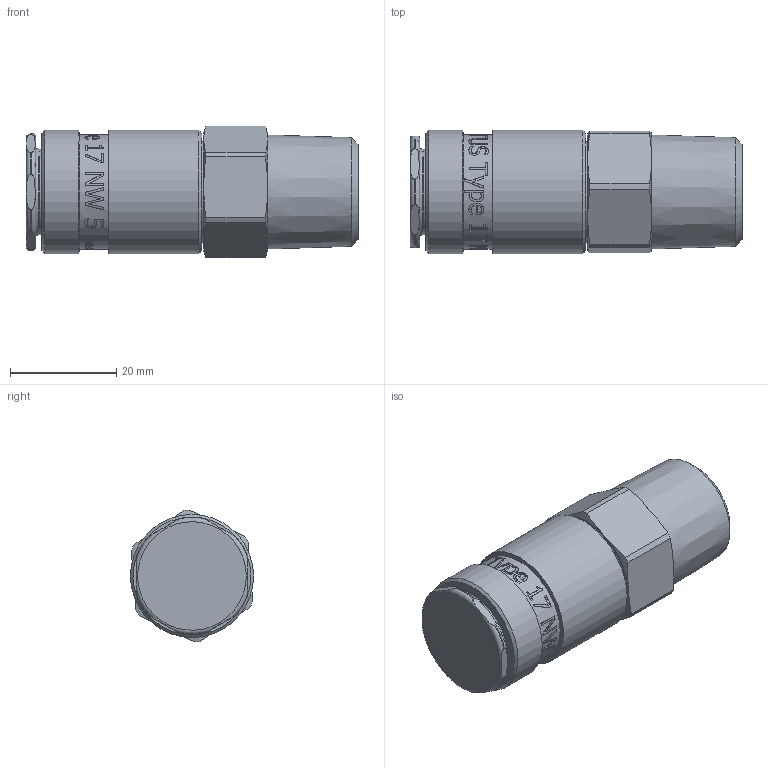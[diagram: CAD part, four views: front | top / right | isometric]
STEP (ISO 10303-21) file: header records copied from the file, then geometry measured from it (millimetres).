
FILE_DESCRIPTION((''),'2;1');
FILE_NAME('17kaak21spn.stp','2013-02-21T15:11:22',('AS035480'),(''),'Autodesk Inventor 2011','Autodesk Inventor 2011','');
FILE_SCHEMA(('AUTOMOTIVE_DESIGN { 1 0 10303 214 1 1 1 1 }'));
Length unit declared in the file: millimetre
Products named in the file (1): D105955
Bounding box: 62.4 x 23.15 x 24.78 mm (x, y, z)
Volume: 23329.6 mm3; surface area: 9129.2 mm2
Topology: 2 solids, 2 shells, 514 faces, 1383 edges, 914 vertices
Faces by surface type: bspline 219, plane 212, cylinder 59, cone 21, torus 3
Full cylindrical faces by diameter (mm): 16 x2, 16.004 x1, 16.15 x1, 18.55 x1, 18.95 x1, 19.25 x1, 21.5 x1, 23.15 x2
Entity records: 71683 total; most frequent: CARTESIAN_POINT 60662, ORIENTED_EDGE 2708, DIRECTION 1454, EDGE_CURVE 1354, VERTEX_POINT 908, B_SPLINE_CURVE_WITH_KNOTS 631, EDGE_LOOP 580, VECTOR 536
